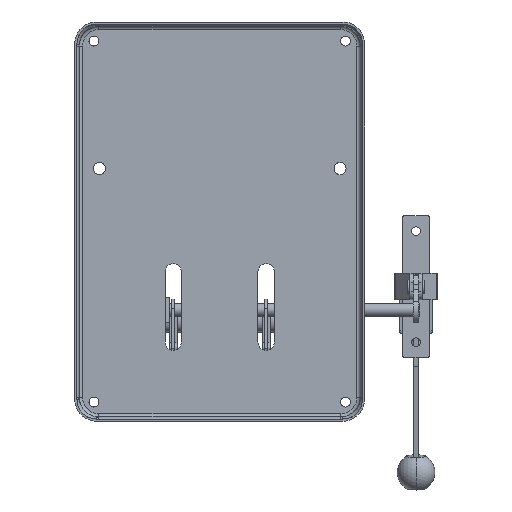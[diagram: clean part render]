
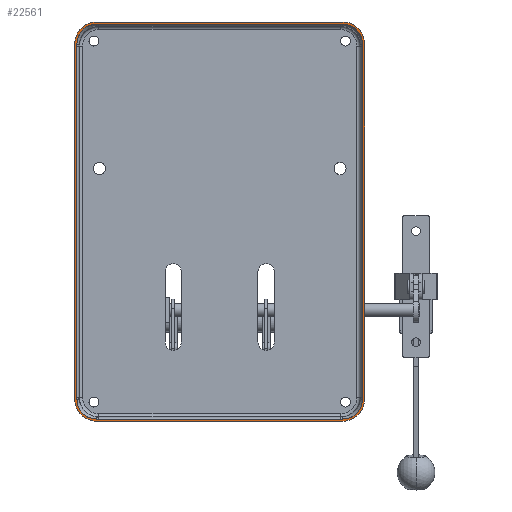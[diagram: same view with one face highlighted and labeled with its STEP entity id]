
A CAD part, front view. The second image highlights one B-rep face of the part: STEP entity #22561.
In plain terms, the highlighted planar face has unit normal (0, -1, 0).
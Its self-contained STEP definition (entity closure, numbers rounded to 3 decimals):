
#1 = DIRECTION ( 'NONE',  ( 0., -1., 0. ) ) ;
#443 = ORIENTED_EDGE ( 'NONE', *, *, #12719, .F. ) ;
#1415 = AXIS2_PLACEMENT_3D ( 'NONE', #19240, #7531, #36104 ) ;
#2426 = EDGE_CURVE ( 'NONE', #46351, #3496, #9812, .T. ) ;
#2544 = CARTESIAN_POINT ( 'NONE',  ( -112.5, 0., 180.5 ) ) ;
#2559 = EDGE_CURVE ( 'NONE', #42231, #11070, #47320, .T. ) ;
#2600 = ORIENTED_EDGE ( 'NONE', *, *, #41418, .F. ) ;
#3086 = VERTEX_POINT ( 'NONE', #25166 ) ;
#3136 = DIRECTION ( 'NONE',  ( 0., 0., 1. ) ) ;
#3294 = DIRECTION ( 'NONE',  ( 1., 0., 0. ) ) ;
#3297 = AXIS2_PLACEMENT_3D ( 'NONE', #41278, #33102, #49904 ) ;
#3496 = VERTEX_POINT ( 'NONE', #42061 ) ;
#4601 = EDGE_CURVE ( 'NONE', #42231, #28781, #29616, .T. ) ;
#4815 = ORIENTED_EDGE ( 'NONE', *, *, #2559, .T. ) ;
#5246 = CARTESIAN_POINT ( 'NONE',  ( -132.5, 0., 162.5 ) ) ;
#5831 = DIRECTION ( 'NONE',  ( 0., 0., -1. ) ) ;
#6620 = CARTESIAN_POINT ( 'NONE',  ( -130.5, 0., -162.5 ) ) ;
#6982 = VECTOR ( 'NONE', #42788, 1000. ) ;
#7215 = ORIENTED_EDGE ( 'NONE', *, *, #22652, .F. ) ;
#7289 = DIRECTION ( 'NONE',  ( 0., 0., -1. ) ) ;
#7531 = DIRECTION ( 'NONE',  ( 0., -1., 0. ) ) ;
#7542 = ORIENTED_EDGE ( 'NONE', *, *, #44587, .F. ) ;
#7835 = DIRECTION ( 'NONE',  ( 0., -1., 0. ) ) ;
#9764 = CARTESIAN_POINT ( 'NONE',  ( -132.5, 0., -182.5 ) ) ;
#9812 = CIRCLE ( 'NONE', #32181, 20. ) ;
#10280 = DIRECTION ( 'NONE',  ( 0., -1., 0. ) ) ;
#10753 = CARTESIAN_POINT ( 'NONE',  ( 112.5, 0., -182.5 ) ) ;
#10771 = ORIENTED_EDGE ( 'NONE', *, *, #15093, .F. ) ;
#10897 = DIRECTION ( 'NONE',  ( 0., -1., 0. ) ) ;
#11070 = VERTEX_POINT ( 'NONE', #22745 ) ;
#11219 = DIRECTION ( 'NONE',  ( 1., 0., 0. ) ) ;
#11301 = CARTESIAN_POINT ( 'NONE',  ( -132.5, 0., 182.5 ) ) ;
#11345 = CARTESIAN_POINT ( 'NONE',  ( -132.5, 0., -162.5 ) ) ;
#11705 = VECTOR ( 'NONE', #46043, 1000. ) ;
#12008 = DIRECTION ( 'NONE',  ( -1., 0., 0. ) ) ;
#12719 = EDGE_CURVE ( 'NONE', #24116, #39086, #29029, .T. ) ;
#13550 = CIRCLE ( 'NONE', #49837, 20. ) ;
#13697 = CARTESIAN_POINT ( 'NONE',  ( 132.5, 0., 162.5 ) ) ;
#14370 = CARTESIAN_POINT ( 'NONE',  ( -112.5, 0., 182.5 ) ) ;
#14426 = DIRECTION ( 'NONE',  ( 0., 0., -1. ) ) ;
#14511 = ORIENTED_EDGE ( 'NONE', *, *, #46653, .T. ) ;
#15011 = CARTESIAN_POINT ( 'NONE',  ( 0., 0., 180.5 ) ) ;
#15093 = EDGE_CURVE ( 'NONE', #37861, #23707, #34319, .T. ) ;
#15435 = DIRECTION ( 'NONE',  ( 0., -1., 0. ) ) ;
#15918 = VECTOR ( 'NONE', #3294, 1000. ) ;
#15982 = EDGE_CURVE ( 'NONE', #46351, #48997, #34509, .T. ) ;
#16029 = CIRCLE ( 'NONE', #34798, 20. ) ;
#18162 = CIRCLE ( 'NONE', #37103, 18. ) ;
#18220 = CARTESIAN_POINT ( 'NONE',  ( 112.5, 0., 162.5 ) ) ;
#19240 = CARTESIAN_POINT ( 'NONE',  ( 112.5, 0., -162.5 ) ) ;
#19430 = ORIENTED_EDGE ( 'NONE', *, *, #42864, .T. ) ;
#19670 = VECTOR ( 'NONE', #51165, 1000. ) ;
#19797 = CARTESIAN_POINT ( 'NONE',  ( 130.5, 0., -162.5 ) ) ;
#20070 = ORIENTED_EDGE ( 'NONE', *, *, #2426, .T. ) ;
#20275 = VERTEX_POINT ( 'NONE', #22456 ) ;
#21713 = CARTESIAN_POINT ( 'NONE',  ( 132.5, 0., 182.5 ) ) ;
#21936 = EDGE_CURVE ( 'NONE', #28311, #20275, #26887, .T. ) ;
#22313 = CARTESIAN_POINT ( 'NONE',  ( 132.5, 0., -162.5 ) ) ;
#22456 = CARTESIAN_POINT ( 'NONE',  ( 112.5, 0., 182.5 ) ) ;
#22561 = ADVANCED_FACE ( 'NONE', ( #49473, #35265 ), #24618, .T. ) ;
#22652 = EDGE_CURVE ( 'NONE', #52429, #3496, #48868, .T. ) ;
#22745 = CARTESIAN_POINT ( 'NONE',  ( -130.5, 0., 162.5 ) ) ;
#23164 = VERTEX_POINT ( 'NONE', #2544 ) ;
#23707 = VERTEX_POINT ( 'NONE', #22313 ) ;
#23961 = CARTESIAN_POINT ( 'NONE',  ( -132.5, 0., 182.5 ) ) ;
#24116 = VERTEX_POINT ( 'NONE', #32984 ) ;
#24229 = CIRCLE ( 'NONE', #50876, 20. ) ;
#24618 = PLANE ( 'NONE',  #3297 ) ;
#24651 = CARTESIAN_POINT ( 'NONE',  ( -112.5, 0., 162.5 ) ) ;
#24890 = CARTESIAN_POINT ( 'NONE',  ( -112.5, 0., -162.5 ) ) ;
#25166 = CARTESIAN_POINT ( 'NONE',  ( 112.5, 0., 180.5 ) ) ;
#26887 = LINE ( 'NONE', #23961, #15918 ) ;
#28311 = VERTEX_POINT ( 'NONE', #14370 ) ;
#28781 = VERTEX_POINT ( 'NONE', #34231 ) ;
#28819 = CIRCLE ( 'NONE', #30108, 18. ) ;
#28970 = LINE ( 'NONE', #51626, #6982 ) ;
#29010 = DIRECTION ( 'NONE',  ( 0., 0., -1. ) ) ;
#29029 = CIRCLE ( 'NONE', #1415, 18. ) ;
#29557 = CARTESIAN_POINT ( 'NONE',  ( -130.5, 0., 0. ) ) ;
#29616 = CIRCLE ( 'NONE', #53110, 18. ) ;
#30108 = AXIS2_PLACEMENT_3D ( 'NONE', #24651, #1, #33137 ) ;
#30602 = CARTESIAN_POINT ( 'NONE',  ( 112.5, 0., 162.5 ) ) ;
#30803 = LINE ( 'NONE', #15011, #50858 ) ;
#31561 = EDGE_CURVE ( 'NONE', #37861, #20275, #13550, .T. ) ;
#32181 = AXIS2_PLACEMENT_3D ( 'NONE', #24890, #33389, #29010 ) ;
#32618 = CARTESIAN_POINT ( 'NONE',  ( -112.5, 0., -162.5 ) ) ;
#32984 = CARTESIAN_POINT ( 'NONE',  ( 112.5, 0., -180.5 ) ) ;
#33077 = ORIENTED_EDGE ( 'NONE', *, *, #31561, .T. ) ;
#33102 = DIRECTION ( 'NONE',  ( 0., -1., 0. ) ) ;
#33137 = DIRECTION ( 'NONE',  ( 0., 0., -1. ) ) ;
#33389 = DIRECTION ( 'NONE',  ( 0., -1., 0. ) ) ;
#33425 = VERTEX_POINT ( 'NONE', #40976 ) ;
#34107 = ORIENTED_EDGE ( 'NONE', *, *, #46871, .T. ) ;
#34231 = CARTESIAN_POINT ( 'NONE',  ( -112.5, 0., -180.5 ) ) ;
#34319 = LINE ( 'NONE', #21713, #42127 ) ;
#34509 = LINE ( 'NONE', #11301, #40349 ) ;
#34798 = AXIS2_PLACEMENT_3D ( 'NONE', #36257, #15435, #52701 ) ;
#35265 = FACE_BOUND ( 'NONE', #44093, .T. ) ;
#35788 = EDGE_LOOP ( 'NONE', ( #53402, #34107, #50930, #20070, #7215, #19430, #10771, #33077 ) ) ;
#36104 = DIRECTION ( 'NONE',  ( 0., 0., -1. ) ) ;
#36257 = CARTESIAN_POINT ( 'NONE',  ( -112.5, 0., 162.5 ) ) ;
#36795 = DIRECTION ( 'NONE',  ( 0., 0., -1. ) ) ;
#37103 = AXIS2_PLACEMENT_3D ( 'NONE', #30602, #38975, #5831 ) ;
#37861 = VERTEX_POINT ( 'NONE', #13697 ) ;
#38442 = VECTOR ( 'NONE', #12008, 1000. ) ;
#38975 = DIRECTION ( 'NONE',  ( 0., -1., 0. ) ) ;
#39030 = EDGE_CURVE ( 'NONE', #24116, #28781, #53309, .T. ) ;
#39086 = VERTEX_POINT ( 'NONE', #19797 ) ;
#40349 = VECTOR ( 'NONE', #3136, 1000. ) ;
#40451 = CARTESIAN_POINT ( 'NONE',  ( 0., 0., -180.5 ) ) ;
#40656 = ORIENTED_EDGE ( 'NONE', *, *, #39030, .T. ) ;
#40976 = CARTESIAN_POINT ( 'NONE',  ( 130.5, 0., 162.5 ) ) ;
#41278 = CARTESIAN_POINT ( 'NONE',  ( 0., 0., 0. ) ) ;
#41418 = EDGE_CURVE ( 'NONE', #23164, #11070, #28819, .T. ) ;
#42061 = CARTESIAN_POINT ( 'NONE',  ( -112.5, 0., -182.5 ) ) ;
#42127 = VECTOR ( 'NONE', #47028, 1000. ) ;
#42231 = VERTEX_POINT ( 'NONE', #6620 ) ;
#42788 = DIRECTION ( 'NONE',  ( 0., 0., -1. ) ) ;
#42864 = EDGE_CURVE ( 'NONE', #52429, #23707, #24229, .T. ) ;
#44093 = EDGE_LOOP ( 'NONE', ( #2600, #50375, #7542, #14511, #443, #40656, #47221, #4815 ) ) ;
#44587 = EDGE_CURVE ( 'NONE', #33425, #3086, #18162, .T. ) ;
#46043 = DIRECTION ( 'NONE',  ( 0., 0., 1. ) ) ;
#46351 = VERTEX_POINT ( 'NONE', #11345 ) ;
#46653 = EDGE_CURVE ( 'NONE', #33425, #39086, #28970, .T. ) ;
#46871 = EDGE_CURVE ( 'NONE', #28311, #48997, #16029, .T. ) ;
#47028 = DIRECTION ( 'NONE',  ( 0., 0., -1. ) ) ;
#47221 = ORIENTED_EDGE ( 'NONE', *, *, #4601, .F. ) ;
#47320 = LINE ( 'NONE', #29557, #11705 ) ;
#48399 = EDGE_CURVE ( 'NONE', #23164, #3086, #30803, .T. ) ;
#48868 = LINE ( 'NONE', #9764, #19670 ) ;
#48997 = VERTEX_POINT ( 'NONE', #5246 ) ;
#49473 = FACE_OUTER_BOUND ( 'NONE', #35788, .T. ) ;
#49837 = AXIS2_PLACEMENT_3D ( 'NONE', #18220, #10280, #14426 ) ;
#49904 = DIRECTION ( 'NONE',  ( 0., 0., -1. ) ) ;
#50375 = ORIENTED_EDGE ( 'NONE', *, *, #48399, .T. ) ;
#50858 = VECTOR ( 'NONE', #11219, 1000. ) ;
#50876 = AXIS2_PLACEMENT_3D ( 'NONE', #52489, #10897, #7289 ) ;
#50930 = ORIENTED_EDGE ( 'NONE', *, *, #15982, .F. ) ;
#51165 = DIRECTION ( 'NONE',  ( -1., 0., 0. ) ) ;
#51626 = CARTESIAN_POINT ( 'NONE',  ( 130.5, 0., 0. ) ) ;
#52429 = VERTEX_POINT ( 'NONE', #10753 ) ;
#52489 = CARTESIAN_POINT ( 'NONE',  ( 112.5, 0., -162.5 ) ) ;
#52701 = DIRECTION ( 'NONE',  ( 0., 0., -1. ) ) ;
#53110 = AXIS2_PLACEMENT_3D ( 'NONE', #32618, #7835, #36795 ) ;
#53309 = LINE ( 'NONE', #40451, #38442 ) ;
#53402 = ORIENTED_EDGE ( 'NONE', *, *, #21936, .F. ) ;
